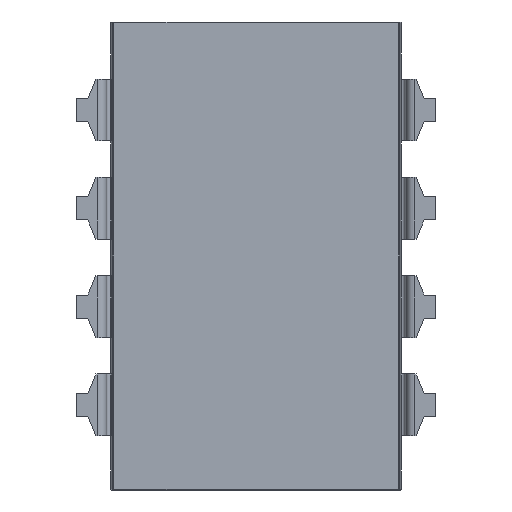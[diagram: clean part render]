
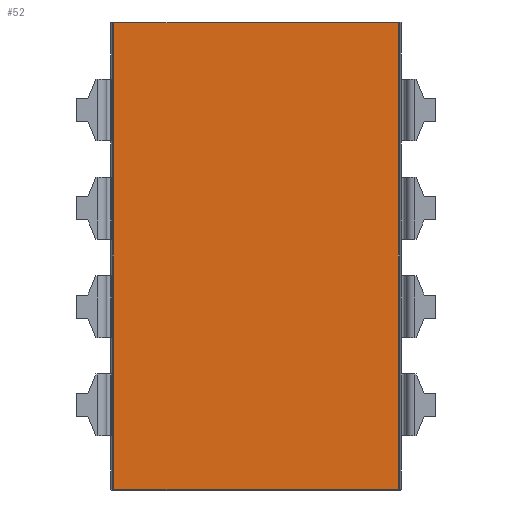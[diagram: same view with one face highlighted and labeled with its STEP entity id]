
A CAD part, front view. The second image highlights one B-rep face of the part: STEP entity #52.
In plain terms, the highlighted planar face has unit normal (0, -1, 0).
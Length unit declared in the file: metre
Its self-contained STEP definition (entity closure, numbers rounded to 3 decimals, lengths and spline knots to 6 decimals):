
#52 = ADVANCED_FACE( '', ( #789 ), #790, .F. );
#789 = FACE_OUTER_BOUND( '', #2276, .T. );
#790 = PLANE( '', #2277 );
#2276 = EDGE_LOOP( '', ( #3825, #3826, #3827, #3828 ) );
#2277 = AXIS2_PLACEMENT_3D( '', #3829, #3830, #3831 );
#3825 = ORIENTED_EDGE( '', *, *, #9991, .T. );
#3826 = ORIENTED_EDGE( '', *, *, #9992, .T. );
#3827 = ORIENTED_EDGE( '', *, *, #9993, .T. );
#3828 = ORIENTED_EDGE( '', *, *, #9994, .T. );
#3829 = CARTESIAN_POINT( '', ( 0., -0.00175, 0. ) );
#3830 = DIRECTION( '', ( 0., 1., 0. ) );
#3831 = DIRECTION( '', ( 1., 0., 0. ) );
#9991 = EDGE_CURVE( '', #12038, #12039, #12040, .T. );
#9992 = EDGE_CURVE( '', #12039, #12041, #12042, .T. );
#9993 = EDGE_CURVE( '', #12041, #12043, #12044, .T. );
#9994 = EDGE_CURVE( '', #12043, #12038, #12045, .T. );
#12038 = VERTEX_POINT( '', #15375 );
#12039 = VERTEX_POINT( '', #15376 );
#12040 = LINE( '', #15377, #15378 );
#12041 = VERTEX_POINT( '', #15379 );
#12042 = LINE( '', #15380, #15381 );
#12043 = VERTEX_POINT( '', #15382 );
#12044 = LINE( '', #15383, #15384 );
#12045 = LINE( '', #15385, #15386 );
#15375 = CARTESIAN_POINT( '', ( 0.003677, -0.00175, -0.012065 ) );
#15376 = CARTESIAN_POINT( '', ( 0.003677, -0.00175, -0.000025 ) );
#15377 = CARTESIAN_POINT( '', ( 0.003677, -0.00175, -0.012065 ) );
#15378 = VECTOR( '', #20433, 1. );
#15379 = CARTESIAN_POINT( '', ( -0.00367, -0.00175, -0.000025 ) );
#15380 = CARTESIAN_POINT( '', ( 0.003677, -0.00175, -0.000025 ) );
#15381 = VECTOR( '', #20434, 1. );
#15382 = CARTESIAN_POINT( '', ( -0.00367, -0.00175, -0.012065 ) );
#15383 = CARTESIAN_POINT( '', ( -0.00367, -0.00175, -0.000025 ) );
#15384 = VECTOR( '', #20435, 1. );
#15385 = CARTESIAN_POINT( '', ( -0.00367, -0.00175, -0.012065 ) );
#15386 = VECTOR( '', #20436, 1. );
#20433 = DIRECTION( '', ( 0., 0., 1. ) );
#20434 = DIRECTION( '', ( -1., 0., 0. ) );
#20435 = DIRECTION( '', ( 0., 0., -1. ) );
#20436 = DIRECTION( '', ( 1., 0., 0. ) );
